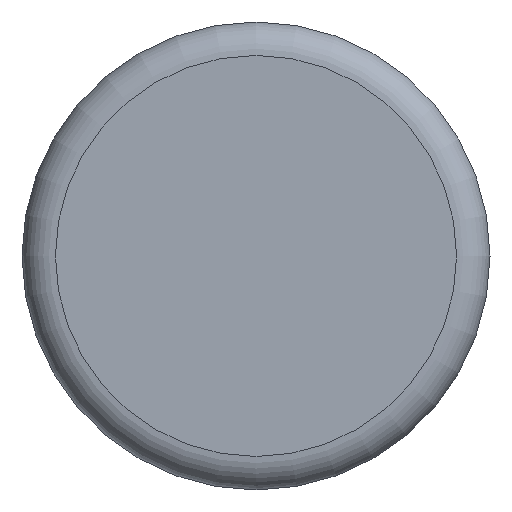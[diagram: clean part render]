
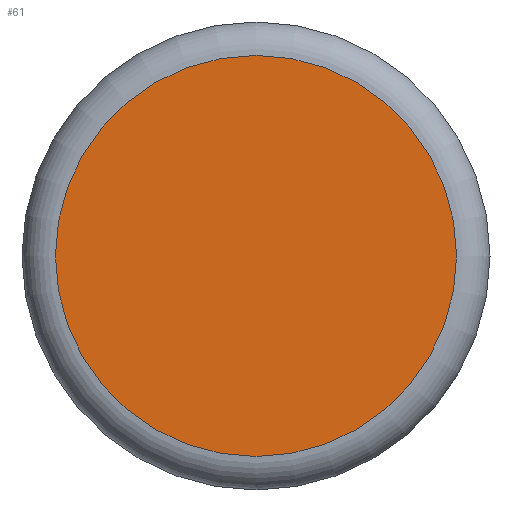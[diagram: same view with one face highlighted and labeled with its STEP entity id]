
A CAD part, top view. The second image highlights one B-rep face of the part: STEP entity #61.
In plain terms, the highlighted planar face has unit normal (0, 0, 1).
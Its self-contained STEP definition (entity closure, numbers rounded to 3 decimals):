
#61 = ADVANCED_FACE( '', ( #136 ), #137, .T. );
#136 = FACE_OUTER_BOUND( '', #226, .T. );
#137 = PLANE( '', #227 );
#226 = EDGE_LOOP( '', ( #326 ) );
#227 = AXIS2_PLACEMENT_3D( '', #327, #328, #329 );
#326 = ORIENTED_EDGE( '', *, *, #418, .T. );
#327 = CARTESIAN_POINT( '', ( 0., 0., 42.5 ) );
#328 = DIRECTION( '', ( 0., 0., 1. ) );
#329 = DIRECTION( '', ( 1., 0., 0. ) );
#418 = EDGE_CURVE( '', #468, #468, #469, .T. );
#468 = VERTEX_POINT( '', #527 );
#469 = CIRCLE( '', #528, 11.986 );
#527 = CARTESIAN_POINT( '', ( 11.986, 0., 42.5 ) );
#528 = AXIS2_PLACEMENT_3D( '', #589, #590, #591 );
#589 = CARTESIAN_POINT( '', ( 0., 0., 42.5 ) );
#590 = DIRECTION( '', ( 0., 0., 1. ) );
#591 = DIRECTION( '', ( 1., 0., 0. ) );
